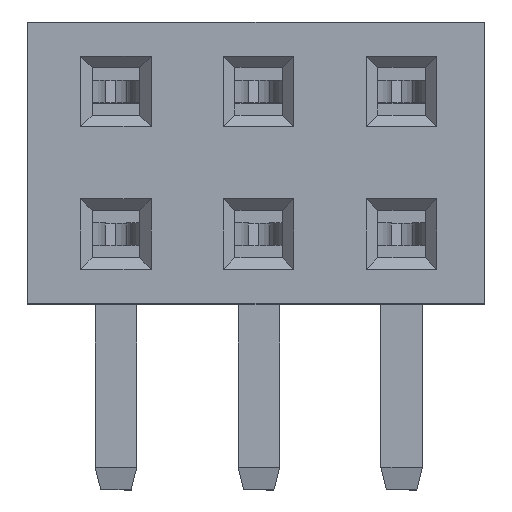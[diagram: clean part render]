
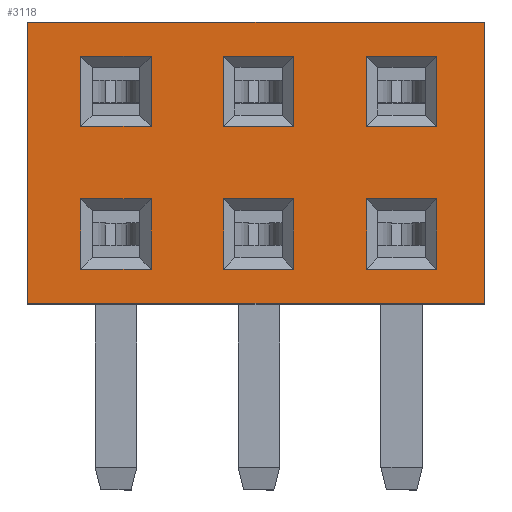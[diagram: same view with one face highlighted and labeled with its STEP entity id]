
A CAD part, top view. The second image highlights one B-rep face of the part: STEP entity #3118.
In plain terms, the highlighted planar face has unit normal (0, 0, 1).
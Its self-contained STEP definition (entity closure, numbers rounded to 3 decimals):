
#88=ORIENTED_EDGE('',*,*,#996,.T.);
#89=ORIENTED_EDGE('',*,*,#997,.T.);
#90=ORIENTED_EDGE('',*,*,#998,.T.);
#91=ORIENTED_EDGE('',*,*,#999,.T.);
#92=ORIENTED_EDGE('',*,*,#1000,.T.);
#93=ORIENTED_EDGE('',*,*,#1001,.T.);
#94=ORIENTED_EDGE('',*,*,#1002,.T.);
#95=ORIENTED_EDGE('',*,*,#1003,.T.);
#96=ORIENTED_EDGE('',*,*,#1004,.T.);
#97=ORIENTED_EDGE('',*,*,#1005,.T.);
#98=ORIENTED_EDGE('',*,*,#1006,.T.);
#99=ORIENTED_EDGE('',*,*,#1007,.T.);
#100=ORIENTED_EDGE('',*,*,#1008,.F.);
#101=ORIENTED_EDGE('',*,*,#1009,.F.);
#102=ORIENTED_EDGE('',*,*,#1010,.T.);
#103=ORIENTED_EDGE('',*,*,#1011,.T.);
#104=ORIENTED_EDGE('',*,*,#1012,.T.);
#105=ORIENTED_EDGE('',*,*,#1013,.T.);
#106=ORIENTED_EDGE('',*,*,#1014,.T.);
#107=ORIENTED_EDGE('',*,*,#1015,.T.);
#108=ORIENTED_EDGE('',*,*,#1016,.T.);
#109=ORIENTED_EDGE('',*,*,#1017,.T.);
#110=ORIENTED_EDGE('',*,*,#1018,.T.);
#111=ORIENTED_EDGE('',*,*,#1019,.T.);
#112=ORIENTED_EDGE('',*,*,#1020,.T.);
#113=ORIENTED_EDGE('',*,*,#1021,.T.);
#114=ORIENTED_EDGE('',*,*,#1022,.T.);
#115=ORIENTED_EDGE('',*,*,#1023,.T.);
#996=EDGE_CURVE('',#1450,#1451,#1742,.T.);
#997=EDGE_CURVE('',#1451,#1452,#1743,.T.);
#998=EDGE_CURVE('',#1452,#1453,#1744,.T.);
#999=EDGE_CURVE('',#1453,#1450,#1745,.T.);
#1000=EDGE_CURVE('',#1454,#1455,#1746,.T.);
#1001=EDGE_CURVE('',#1455,#1456,#1747,.T.);
#1002=EDGE_CURVE('',#1456,#1457,#1748,.T.);
#1003=EDGE_CURVE('',#1457,#1454,#1749,.T.);
#1004=EDGE_CURVE('',#1458,#1459,#1750,.T.);
#1005=EDGE_CURVE('',#1459,#1460,#1751,.T.);
#1006=EDGE_CURVE('',#1460,#1461,#1752,.T.);
#1007=EDGE_CURVE('',#1461,#1458,#1753,.T.);
#1008=EDGE_CURVE('',#1462,#1463,#1754,.T.);
#1009=EDGE_CURVE('',#1464,#1462,#1755,.T.);
#1010=EDGE_CURVE('',#1464,#1465,#1756,.T.);
#1011=EDGE_CURVE('',#1465,#1463,#1757,.T.);
#1012=EDGE_CURVE('',#1466,#1467,#1758,.T.);
#1013=EDGE_CURVE('',#1467,#1468,#1759,.T.);
#1014=EDGE_CURVE('',#1468,#1469,#1760,.T.);
#1015=EDGE_CURVE('',#1469,#1466,#1761,.T.);
#1016=EDGE_CURVE('',#1470,#1471,#1762,.T.);
#1017=EDGE_CURVE('',#1471,#1472,#1763,.T.);
#1018=EDGE_CURVE('',#1472,#1473,#1764,.T.);
#1019=EDGE_CURVE('',#1473,#1470,#1765,.T.);
#1020=EDGE_CURVE('',#1474,#1475,#1766,.T.);
#1021=EDGE_CURVE('',#1475,#1476,#1767,.T.);
#1022=EDGE_CURVE('',#1476,#1477,#1768,.T.);
#1023=EDGE_CURVE('',#1477,#1474,#1769,.T.);
#1450=VERTEX_POINT('',#4320);
#1451=VERTEX_POINT('',#4321);
#1452=VERTEX_POINT('',#4323);
#1453=VERTEX_POINT('',#4325);
#1454=VERTEX_POINT('',#4328);
#1455=VERTEX_POINT('',#4329);
#1456=VERTEX_POINT('',#4331);
#1457=VERTEX_POINT('',#4333);
#1458=VERTEX_POINT('',#4336);
#1459=VERTEX_POINT('',#4337);
#1460=VERTEX_POINT('',#4339);
#1461=VERTEX_POINT('',#4341);
#1462=VERTEX_POINT('',#4344);
#1463=VERTEX_POINT('',#4345);
#1464=VERTEX_POINT('',#4347);
#1465=VERTEX_POINT('',#4349);
#1466=VERTEX_POINT('',#4352);
#1467=VERTEX_POINT('',#4353);
#1468=VERTEX_POINT('',#4355);
#1469=VERTEX_POINT('',#4357);
#1470=VERTEX_POINT('',#4360);
#1471=VERTEX_POINT('',#4361);
#1472=VERTEX_POINT('',#4363);
#1473=VERTEX_POINT('',#4365);
#1474=VERTEX_POINT('',#4368);
#1475=VERTEX_POINT('',#4369);
#1476=VERTEX_POINT('',#4371);
#1477=VERTEX_POINT('',#4373);
#1742=LINE('',#4319,#2172);
#1743=LINE('',#4322,#2173);
#1744=LINE('',#4324,#2174);
#1745=LINE('',#4326,#2175);
#1746=LINE('',#4327,#2176);
#1747=LINE('',#4330,#2177);
#1748=LINE('',#4332,#2178);
#1749=LINE('',#4334,#2179);
#1750=LINE('',#4335,#2180);
#1751=LINE('',#4338,#2181);
#1752=LINE('',#4340,#2182);
#1753=LINE('',#4342,#2183);
#1754=LINE('',#4343,#2184);
#1755=LINE('',#4346,#2185);
#1756=LINE('',#4348,#2186);
#1757=LINE('',#4350,#2187);
#1758=LINE('',#4351,#2188);
#1759=LINE('',#4354,#2189);
#1760=LINE('',#4356,#2190);
#1761=LINE('',#4358,#2191);
#1762=LINE('',#4359,#2192);
#1763=LINE('',#4362,#2193);
#1764=LINE('',#4364,#2194);
#1765=LINE('',#4366,#2195);
#1766=LINE('',#4367,#2196);
#1767=LINE('',#4370,#2197);
#1768=LINE('',#4372,#2198);
#1769=LINE('',#4374,#2199);
#2172=VECTOR('',#3515,1000.);
#2173=VECTOR('',#3516,1000.);
#2174=VECTOR('',#3517,1000.);
#2175=VECTOR('',#3518,1000.);
#2176=VECTOR('',#3519,1000.);
#2177=VECTOR('',#3520,1000.);
#2178=VECTOR('',#3521,1000.);
#2179=VECTOR('',#3522,1000.);
#2180=VECTOR('',#3523,1000.);
#2181=VECTOR('',#3524,1000.);
#2182=VECTOR('',#3525,1000.);
#2183=VECTOR('',#3526,1000.);
#2184=VECTOR('',#3527,1000.);
#2185=VECTOR('',#3528,1000.);
#2186=VECTOR('',#3529,1000.);
#2187=VECTOR('',#3530,1000.);
#2188=VECTOR('',#3531,1000.);
#2189=VECTOR('',#3532,1000.);
#2190=VECTOR('',#3533,1000.);
#2191=VECTOR('',#3534,1000.);
#2192=VECTOR('',#3535,1000.);
#2193=VECTOR('',#3536,1000.);
#2194=VECTOR('',#3537,1000.);
#2195=VECTOR('',#3538,1000.);
#2196=VECTOR('',#3539,1000.);
#2197=VECTOR('',#3540,1000.);
#2198=VECTOR('',#3541,1000.);
#2199=VECTOR('',#3542,1000.);
#2602=EDGE_LOOP('',(#88,#89,#90,#91));
#2603=EDGE_LOOP('',(#92,#93,#94,#95));
#2604=EDGE_LOOP('',(#96,#97,#98,#99));
#2605=EDGE_LOOP('',(#100,#101,#102,#103));
#2606=EDGE_LOOP('',(#104,#105,#106,#107));
#2607=EDGE_LOOP('',(#108,#109,#110,#111));
#2608=EDGE_LOOP('',(#112,#113,#114,#115));
#2782=FACE_BOUND('',#2602,.T.);
#2783=FACE_BOUND('',#2603,.T.);
#2784=FACE_BOUND('',#2604,.T.);
#2785=FACE_BOUND('',#2605,.T.);
#2786=FACE_BOUND('',#2606,.T.);
#2787=FACE_BOUND('',#2607,.T.);
#2788=FACE_BOUND('',#2608,.T.);
#2962=PLANE('',#3324);
#3118=ADVANCED_FACE('',(#2782,#2783,#2784,#2785,#2786,#2787,#2788),#2962,
 .T.);
#3324=AXIS2_PLACEMENT_3D('',#4318,#3513,#3514);
#3513=DIRECTION('',(0.,0.,1.));
#3514=DIRECTION('',(1.,0.,0.));
#3515=DIRECTION('',(-1.,0.,0.));
#3516=DIRECTION('',(0.,1.,0.));
#3517=DIRECTION('',(1.,0.,0.));
#3518=DIRECTION('',(0.,-1.,0.));
#3519=DIRECTION('',(-1.,0.,0.));
#3520=DIRECTION('',(0.,1.,0.));
#3521=DIRECTION('',(1.,0.,0.));
#3522=DIRECTION('',(0.,-1.,0.));
#3523=DIRECTION('',(-1.,0.,0.));
#3524=DIRECTION('',(0.,1.,0.));
#3525=DIRECTION('',(1.,0.,0.));
#3526=DIRECTION('',(0.,-1.,0.));
#3527=DIRECTION('',(1.,0.,0.));
#3528=DIRECTION('',(0.,1.,0.));
#3529=DIRECTION('',(1.,0.,0.));
#3530=DIRECTION('',(0.,1.,0.));
#3531=DIRECTION('',(-1.,0.,0.));
#3532=DIRECTION('',(0.,1.,0.));
#3533=DIRECTION('',(1.,0.,0.));
#3534=DIRECTION('',(0.,-1.,0.));
#3535=DIRECTION('',(-1.,0.,0.));
#3536=DIRECTION('',(0.,1.,0.));
#3537=DIRECTION('',(1.,0.,0.));
#3538=DIRECTION('',(0.,-1.,0.));
#3539=DIRECTION('',(-1.,0.,0.));
#3540=DIRECTION('',(0.,1.,0.));
#3541=DIRECTION('',(1.,0.,0.));
#3542=DIRECTION('',(0.,-1.,0.));
#4318=CARTESIAN_POINT('',(-4.06,-2.5,4.25));
#4319=CARTESIAN_POINT('',(-4.06,-1.895,4.25));
#4320=CARTESIAN_POINT('',(3.215,-1.895,4.25));
#4321=CARTESIAN_POINT('',(1.965,-1.895,4.25));
#4322=CARTESIAN_POINT('',(1.965,-2.5,4.25));
#4323=CARTESIAN_POINT('',(1.965,-0.645,4.25));
#4324=CARTESIAN_POINT('',(-4.06,-0.645,4.25));
#4325=CARTESIAN_POINT('',(3.215,-0.645,4.25));
#4326=CARTESIAN_POINT('',(3.215,-2.5,4.25));
#4327=CARTESIAN_POINT('',(-4.06,-1.895,4.25));
#4328=CARTESIAN_POINT('',(-1.865,-1.895,4.25));
#4329=CARTESIAN_POINT('',(-3.115,-1.895,4.25));
#4330=CARTESIAN_POINT('',(-3.115,-2.5,4.25));
#4331=CARTESIAN_POINT('',(-3.115,-0.645,4.25));
#4332=CARTESIAN_POINT('',(-4.06,-0.645,4.25));
#4333=CARTESIAN_POINT('',(-1.865,-0.645,4.25));
#4334=CARTESIAN_POINT('',(-1.865,-2.5,4.25));
#4335=CARTESIAN_POINT('',(-4.06,0.645,4.25));
#4336=CARTESIAN_POINT('',(0.675,0.645,4.25));
#4337=CARTESIAN_POINT('',(-0.575,0.645,4.25));
#4338=CARTESIAN_POINT('',(-0.575,-2.5,4.25));
#4339=CARTESIAN_POINT('',(-0.575,1.895,4.25));
#4340=CARTESIAN_POINT('',(-4.06,1.895,4.25));
#4341=CARTESIAN_POINT('',(0.675,1.895,4.25));
#4342=CARTESIAN_POINT('',(0.675,-2.5,4.25));
#4343=CARTESIAN_POINT('',(-4.06,2.5,4.25));
#4344=CARTESIAN_POINT('',(-4.06,2.5,4.25));
#4345=CARTESIAN_POINT('',(4.06,2.5,4.25));
#4346=CARTESIAN_POINT('',(-4.06,-2.5,4.25));
#4347=CARTESIAN_POINT('',(-4.06,-2.5,4.25));
#4348=CARTESIAN_POINT('',(-4.06,-2.5,4.25));
#4349=CARTESIAN_POINT('',(4.06,-2.5,4.25));
#4350=CARTESIAN_POINT('',(4.06,-2.5,4.25));
#4351=CARTESIAN_POINT('',(-4.06,0.645,4.25));
#4352=CARTESIAN_POINT('',(-1.865,0.645,4.25));
#4353=CARTESIAN_POINT('',(-3.115,0.645,4.25));
#4354=CARTESIAN_POINT('',(-3.115,-2.5,4.25));
#4355=CARTESIAN_POINT('',(-3.115,1.895,4.25));
#4356=CARTESIAN_POINT('',(-4.06,1.895,4.25));
#4357=CARTESIAN_POINT('',(-1.865,1.895,4.25));
#4358=CARTESIAN_POINT('',(-1.865,-2.5,4.25));
#4359=CARTESIAN_POINT('',(-4.06,0.645,4.25));
#4360=CARTESIAN_POINT('',(3.215,0.645,4.25));
#4361=CARTESIAN_POINT('',(1.965,0.645,4.25));
#4362=CARTESIAN_POINT('',(1.965,-2.5,4.25));
#4363=CARTESIAN_POINT('',(1.965,1.895,4.25));
#4364=CARTESIAN_POINT('',(-4.06,1.895,4.25));
#4365=CARTESIAN_POINT('',(3.215,1.895,4.25));
#4366=CARTESIAN_POINT('',(3.215,-2.5,4.25));
#4367=CARTESIAN_POINT('',(-4.06,-1.895,4.25));
#4368=CARTESIAN_POINT('',(0.675,-1.895,4.25));
#4369=CARTESIAN_POINT('',(-0.575,-1.895,4.25));
#4370=CARTESIAN_POINT('',(-0.575,-2.5,4.25));
#4371=CARTESIAN_POINT('',(-0.575,-0.645,4.25));
#4372=CARTESIAN_POINT('',(-4.06,-0.645,4.25));
#4373=CARTESIAN_POINT('',(0.675,-0.645,4.25));
#4374=CARTESIAN_POINT('',(0.675,-2.5,4.25));
